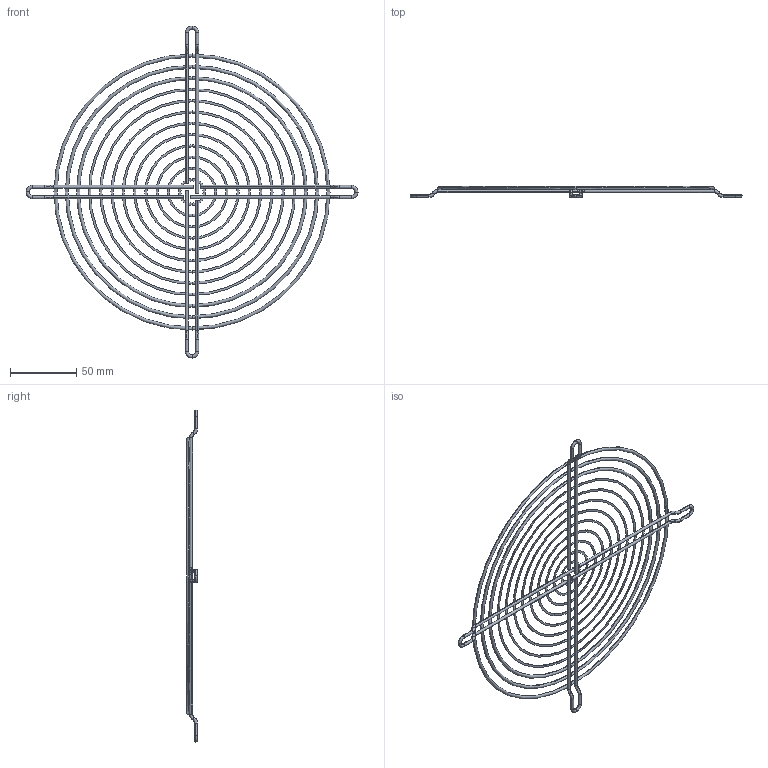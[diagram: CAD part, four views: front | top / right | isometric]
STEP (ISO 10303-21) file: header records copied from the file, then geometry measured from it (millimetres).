
FILE_DESCRIPTION (( 'STEP AP214' ), '1' );
FILE_NAME ('SC100_W3.STEP', '2023-06-01T15:52:07', ( '' ), ( '' ), 'SwSTEP 2.0', 'SolidWorks 2021', '' );
FILE_SCHEMA (( 'AUTOMOTIVE_DESIGN' ));
Length unit declared in the file: millimetre
Products named in the file (1): SC100_W3
Bounding box: 250 x 8.21 x 250 mm (x, y, z)
Volume: 16502.4 mm3; surface area: 32408.1 mm2
Topology: 1 solids, 1 shells, 136 faces, 528 edges, 352 vertices
Faces by surface type: torus 96, cylinder 32, plane 8
Entity records: 11309 total; most frequent: CARTESIAN_POINT 6636, ORIENTED_EDGE 1056, DIRECTION 866, EDGE_CURVE 528, AXIS2_PLACEMENT_3D 393, VERTEX_POINT 352, EDGE_LOOP 280, CIRCLE 256
